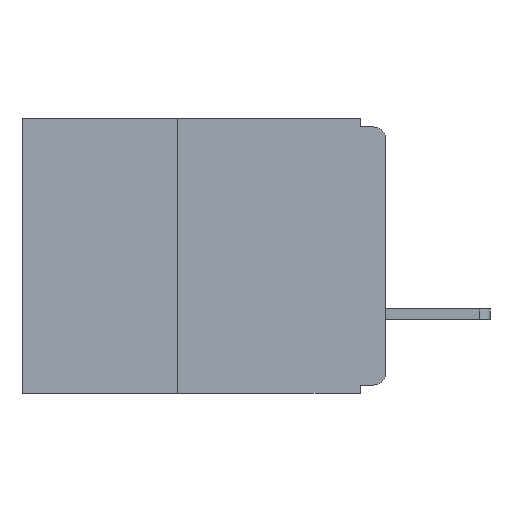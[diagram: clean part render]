
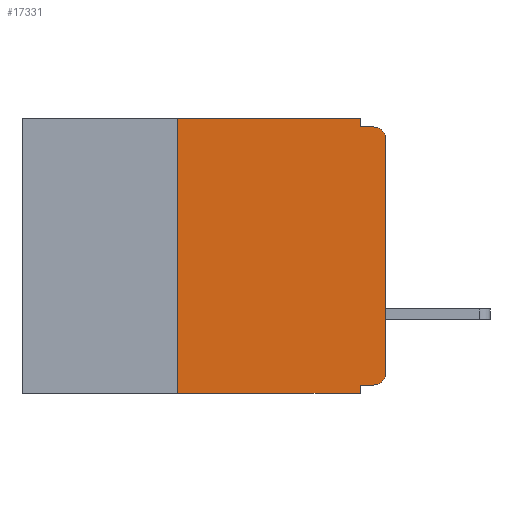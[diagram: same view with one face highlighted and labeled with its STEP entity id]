
A CAD part, left-side view. The second image highlights one B-rep face of the part: STEP entity #17331.
In plain terms, the highlighted planar face has unit normal (-1, 0, 0).
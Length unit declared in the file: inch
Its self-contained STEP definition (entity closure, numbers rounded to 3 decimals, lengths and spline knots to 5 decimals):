
#2 = ORIENTED_EDGE ( 'NONE', *, *, #16359, .T. ) ;
#58 = ORIENTED_EDGE ( 'NONE', *, *, #4986, .T. ) ;
#281 = EDGE_CURVE ( 'NONE', #15326, #1178, #12338, .T. ) ;
#861 = DIRECTION ( 'NONE',  ( 0., -1., 0. ) ) ;
#1094 = VECTOR ( 'NONE', #6864, 39.37008 ) ;
#1110 = ORIENTED_EDGE ( 'NONE', *, *, #17574, .F. ) ;
#1137 = VERTEX_POINT ( 'NONE', #11312 ) ;
#1150 = CARTESIAN_POINT ( 'NONE',  ( 0., 0.437, 0. ) ) ;
#1163 = LINE ( 'NONE', #4982, #1094 ) ;
#1178 = VERTEX_POINT ( 'NONE', #11456 ) ;
#1513 = EDGE_CURVE ( 'NONE', #1137, #11884, #3459, .T. ) ;
#1958 = EDGE_CURVE ( 'NONE', #11884, #1178, #1163, .T. ) ;
#2073 = ORIENTED_EDGE ( 'NONE', *, *, #281, .T. ) ;
#2123 = ORIENTED_EDGE ( 'NONE', *, *, #9287, .F. ) ;
#2315 = ORIENTED_EDGE ( 'NONE', *, *, #11620, .F. ) ;
#3197 = CARTESIAN_POINT ( 'NONE',  ( 0., 0.015, -0.01 ) ) ;
#3209 = VECTOR ( 'NONE', #13629, 39.37008 ) ;
#3403 = LINE ( 'NONE', #13159, #3209 ) ;
#3459 = LINE ( 'NONE', #7459, #3623 ) ;
#3623 = VECTOR ( 'NONE', #7840, 39.37008 ) ;
#4536 = AXIS2_PLACEMENT_3D ( 'NONE', #18087, #16894, #16794 ) ;
#4598 = DIRECTION ( 'NONE',  ( 1., 0., 0. ) ) ;
#4851 = CARTESIAN_POINT ( 'NONE',  ( 0., 0.031, -0.32 ) ) ;
#4982 = CARTESIAN_POINT ( 'NONE',  ( 0., 0.031, -0.33 ) ) ;
#4986 = EDGE_CURVE ( 'NONE', #15562, #8372, #7409, .T. ) ;
#5796 = CARTESIAN_POINT ( 'NONE',  ( 0., 0.437, 0. ) ) ;
#5999 = PLANE ( 'NONE',  #15344 ) ;
#6254 = DIRECTION ( 'NONE',  ( 0., 0., -1. ) ) ;
#6823 = VECTOR ( 'NONE', #9915, 39.37008 ) ;
#6837 = LINE ( 'NONE', #10181, #6823 ) ;
#6864 = DIRECTION ( 'NONE',  ( 0., 0., -1. ) ) ;
#6909 = CARTESIAN_POINT ( 'NONE',  ( 0., 0.25, -0.33 ) ) ;
#6938 = ORIENTED_EDGE ( 'NONE', *, *, #1958, .F. ) ;
#7096 = VERTEX_POINT ( 'NONE', #14832 ) ;
#7409 = CIRCLE ( 'NONE', #4536, 0.015 ) ;
#7459 = CARTESIAN_POINT ( 'NONE',  ( 0., 0., -0.32 ) ) ;
#7493 = DIRECTION ( 'NONE',  ( 0., 0., -1. ) ) ;
#7511 = DIRECTION ( 'NONE',  ( -1., 0., 0. ) ) ;
#7517 = CARTESIAN_POINT ( 'NONE',  ( 0., 0.015, -0.305 ) ) ;
#7633 = VERTEX_POINT ( 'NONE', #9451 ) ;
#7653 = VERTEX_POINT ( 'NONE', #18387 ) ;
#7840 = DIRECTION ( 'NONE',  ( 0., 1., 0. ) ) ;
#8106 = CARTESIAN_POINT ( 'NONE',  ( 0., 0.25, 0. ) ) ;
#8219 = ORIENTED_EDGE ( 'NONE', *, *, #10241, .T. ) ;
#8372 = VERTEX_POINT ( 'NONE', #3197 ) ;
#8430 = ORIENTED_EDGE ( 'NONE', *, *, #1513, .F. ) ;
#9100 = VERTEX_POINT ( 'NONE', #8106 ) ;
#9287 = EDGE_CURVE ( 'NONE', #9100, #7633, #14823, .T. ) ;
#9451 = CARTESIAN_POINT ( 'NONE',  ( 0., 0.031, 0. ) ) ;
#9915 = DIRECTION ( 'NONE',  ( 0., 0., 1. ) ) ;
#10181 = CARTESIAN_POINT ( 'NONE',  ( 0., 0.25, -0.33 ) ) ;
#10241 = EDGE_CURVE ( 'NONE', #1137, #7096, #12201, .T. ) ;
#11312 = CARTESIAN_POINT ( 'NONE',  ( 0., 0.015, -0.32 ) ) ;
#11456 = CARTESIAN_POINT ( 'NONE',  ( 0., 0.031, -0.33 ) ) ;
#11620 = EDGE_CURVE ( 'NONE', #15326, #9100, #6837, .T. ) ;
#11884 = VERTEX_POINT ( 'NONE', #4851 ) ;
#12099 = VECTOR ( 'NONE', #15842, 39.37008 ) ;
#12201 = CIRCLE ( 'NONE', #18452, 0.015 ) ;
#12338 = LINE ( 'NONE', #17712, #12099 ) ;
#13159 = CARTESIAN_POINT ( 'NONE',  ( 0., 0., 0. ) ) ;
#13629 = DIRECTION ( 'NONE',  ( 0., 0., 1. ) ) ;
#13667 = LINE ( 'NONE', #15566, #13927 ) ;
#13927 = VECTOR ( 'NONE', #15382, 39.37008 ) ;
#13980 = EDGE_CURVE ( 'NONE', #7633, #7653, #13667, .T. ) ;
#14745 = VECTOR ( 'NONE', #861, 39.37008 ) ;
#14823 = LINE ( 'NONE', #1150, #14745 ) ;
#14832 = CARTESIAN_POINT ( 'NONE',  ( 0., 0., -0.305 ) ) ;
#15303 = ORIENTED_EDGE ( 'NONE', *, *, #13980, .F. ) ;
#15326 = VERTEX_POINT ( 'NONE', #6909 ) ;
#15344 = AXIS2_PLACEMENT_3D ( 'NONE', #5796, #4598, #6254 ) ;
#15382 = DIRECTION ( 'NONE',  ( 0., 0., -1. ) ) ;
#15494 = CARTESIAN_POINT ( 'NONE',  ( 0., 0., -0.01 ) ) ;
#15562 = VERTEX_POINT ( 'NONE', #16209 ) ;
#15566 = CARTESIAN_POINT ( 'NONE',  ( 0., 0.031, 0. ) ) ;
#15748 = DIRECTION ( 'NONE',  ( 0., -1., 0. ) ) ;
#15842 = DIRECTION ( 'NONE',  ( 0., -1., 0. ) ) ;
#16209 = CARTESIAN_POINT ( 'NONE',  ( 0., 0., -0.025 ) ) ;
#16359 = EDGE_CURVE ( 'NONE', #7096, #15562, #3403, .T. ) ;
#16440 = EDGE_LOOP ( 'NONE', ( #2, #58, #1110, #15303, #2123, #2315, #2073, #6938, #8430, #8219 ) ) ;
#16794 = DIRECTION ( 'NONE',  ( 0., 0., -1. ) ) ;
#16894 = DIRECTION ( 'NONE',  ( -1., 0., 0. ) ) ;
#17005 = VECTOR ( 'NONE', #15748, 39.37008 ) ;
#17020 = LINE ( 'NONE', #15494, #17005 ) ;
#17331 = ADVANCED_FACE ( 'NONE', ( #17611 ), #5999, .F. ) ;
#17574 = EDGE_CURVE ( 'NONE', #7653, #8372, #17020, .T. ) ;
#17611 = FACE_OUTER_BOUND ( 'NONE', #16440, .T. ) ;
#17712 = CARTESIAN_POINT ( 'NONE',  ( 0., 0.437, -0.33 ) ) ;
#18087 = CARTESIAN_POINT ( 'NONE',  ( 0., 0.015, -0.025 ) ) ;
#18387 = CARTESIAN_POINT ( 'NONE',  ( 0., 0.031, -0.01 ) ) ;
#18452 = AXIS2_PLACEMENT_3D ( 'NONE', #7517, #7511, #7493 ) ;
